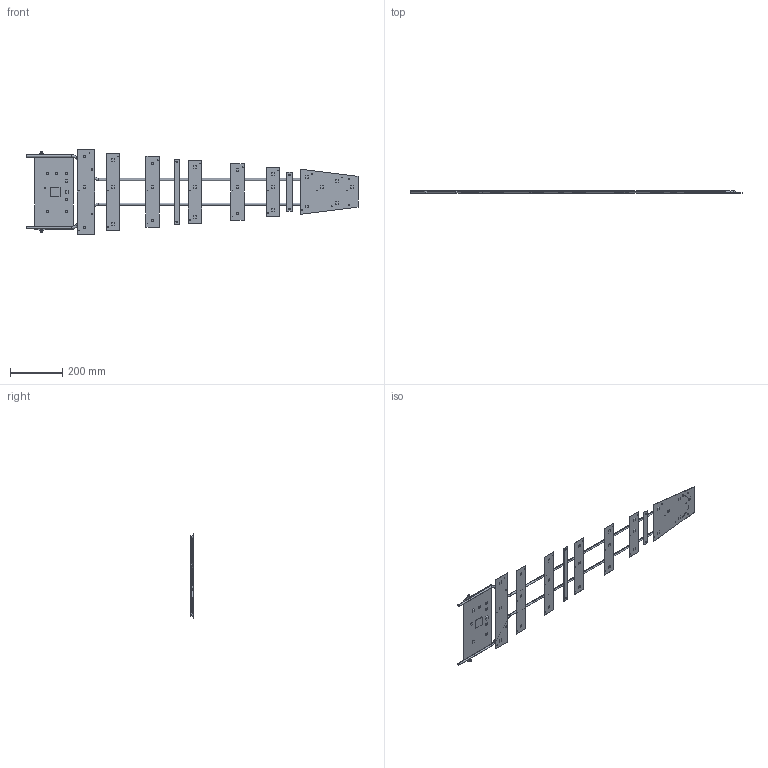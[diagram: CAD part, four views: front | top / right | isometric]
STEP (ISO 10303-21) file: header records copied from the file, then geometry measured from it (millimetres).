
FILE_DESCRIPTION (( 'STEP AP203' ), '1' );
FILE_NAME ('Cooling pipe with GAPS.STEP', '2014-10-24T08:23:29', ( 'Stefan' ), ( '' ), 'SwSTEP 2.0', 'SolidWorks 2007', '' );
FILE_SCHEMA (( 'CONFIG_CONTROL_DESIGN' ));
Length unit declared in the file: millimetre
Products named in the file (3): Cooling pipe with GAPS; Copper sheets1; Pipe
Assembly tree (2 placements, depth 2):
  Cooling pipe with GAPS
    Pipe
    Copper sheets1
Bounding box: 1265.03 x 10.3 x 322 mm (x, y, z)
Volume: 228584.4 mm3; surface area: 452856.1 mm2
Topology: 11 solids, 11 shells, 395 faces, 989 edges, 652 vertices
Faces by surface type: plane 240, cylinder 115, torus 40
Entity records: 12446 total; most frequent: CARTESIAN_POINT 2393, DIRECTION 2013, ORIENTED_EDGE 1978, EDGE_CURVE 989, AXIS2_PLACEMENT_3D 680, VECTOR 653, LINE 653, VERTEX_POINT 652
